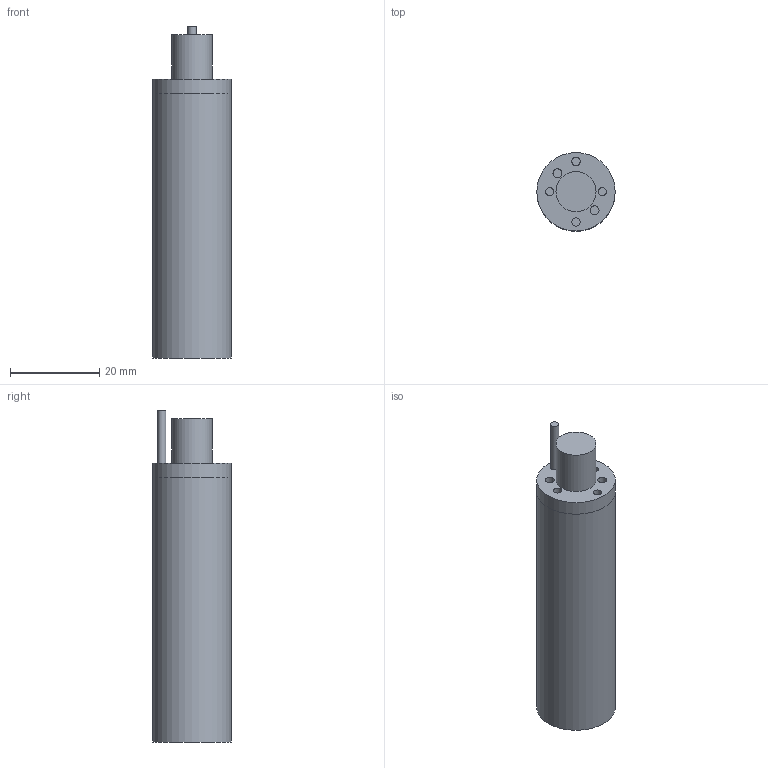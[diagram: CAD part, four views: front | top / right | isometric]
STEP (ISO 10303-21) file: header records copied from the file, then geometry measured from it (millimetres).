
FILE_DESCRIPTION(/* description */ (''),/* implementation_level */ '2;1');
FILE_NAME(/* name */ 'SQUID_Shield v1.step',/* time_stamp */ '2023-11-06T11:30:30+01:00',/* author */ (''),/* organization */ (''),/* preprocessor_version */ 'ST-DEVELOPER v20',/* originating_system */ 'Autodesk Translation Framework v12.14.0.127',/* authorisation */ '');
FILE_SCHEMA (('AUTOMOTIVE_DESIGN { 1 0 10303 214 3 1 1 }'));
Length unit declared in the file: millimetre
Products named in the file (1): SQUID_Shield
Bounding box: 17.6 x 17.6 x 74.55 mm (x, y, z)
Volume: 15850.3 mm3; surface area: 4873.1 mm2
Topology: 3 solids, 3 shells, 17 faces, 30 edges, 20 vertices
Faces by surface type: cylinder 10, plane 7
Full cylindrical faces by diameter (mm): 1.854 x5, 2 x2, 9 x1, 17.602 x2
Entity records: 479 total; most frequent: DIRECTION 86, CARTESIAN_POINT 68, ORIENTED_EDGE 60, AXIS2_PLACEMENT_3D 38, EDGE_LOOP 30, EDGE_CURVE 30, CIRCLE 20, VERTEX_POINT 20
